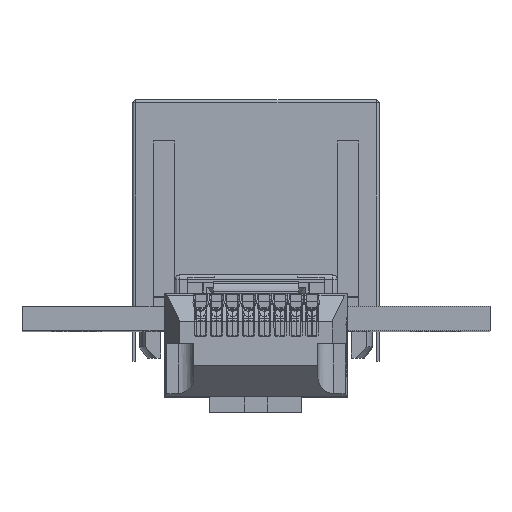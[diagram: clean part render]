
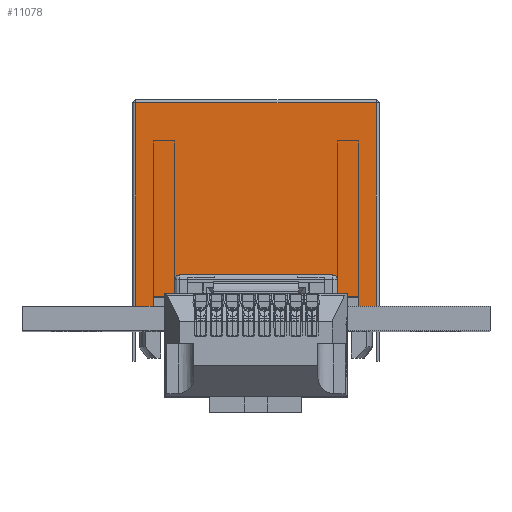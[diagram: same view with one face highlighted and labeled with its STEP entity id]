
A CAD part, top view. The second image highlights one B-rep face of the part: STEP entity #11078.
In plain terms, the highlighted planar face has unit normal (0, 0, 1).
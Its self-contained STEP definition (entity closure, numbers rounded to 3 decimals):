
#548 = VERTEX_POINT ( 'NONE', #32886 ) ;
#931 = VERTEX_POINT ( 'NONE', #14484 ) ;
#2120 = CARTESIAN_POINT ( 'NONE',  ( -6.6, 6.55, -379.018 ) ) ;
#3576 = DIRECTION ( 'NONE',  ( 1., 0., 0. ) ) ;
#3690 = DIRECTION ( 'NONE',  ( 1., 0., 0. ) ) ;
#4200 = ORIENTED_EDGE ( 'NONE', *, *, #20222, .T. ) ;
#5701 = VECTOR ( 'NONE', #47727, 1000. ) ;
#5773 = VERTEX_POINT ( 'NONE', #40951 ) ;
#6207 = VECTOR ( 'NONE', #60236, 1000. ) ;
#6859 = VERTEX_POINT ( 'NONE', #12404 ) ;
#7075 = VERTEX_POINT ( 'NONE', #41604 ) ;
#7222 = VECTOR ( 'NONE', #3576, 1000. ) ;
#7280 = VECTOR ( 'NONE', #29377, 1000. ) ;
#7715 = LINE ( 'NONE', #21426, #6207 ) ;
#8877 = ORIENTED_EDGE ( 'NONE', *, *, #46292, .T. ) ;
#8898 = CARTESIAN_POINT ( 'NONE',  ( 7.9, 19.6, -379.018 ) ) ;
#10192 = CARTESIAN_POINT ( 'NONE',  ( 7.7, 6.55, -379.018 ) ) ;
#10664 = ORIENTED_EDGE ( 'NONE', *, *, #39507, .T. ) ;
#10817 = DIRECTION ( 'NONE',  ( 0., 1., 0. ) ) ;
#11078 = ADVANCED_FACE ( 'NONE', ( #27528 ), #56058, .T. ) ;
#11542 = LINE ( 'NONE', #49643, #22917 ) ;
#11714 = VECTOR ( 'NONE', #3690, 1000. ) ;
#12404 = CARTESIAN_POINT ( 'NONE',  ( -6.6, 7.15, -379.018 ) ) ;
#13656 = ORIENTED_EDGE ( 'NONE', *, *, #53779, .T. ) ;
#13855 = CARTESIAN_POINT ( 'NONE',  ( -6.6, 7.15, -379.018 ) ) ;
#14484 = CARTESIAN_POINT ( 'NONE',  ( 6.6, 6.55, -379.018 ) ) ;
#20222 = EDGE_CURVE ( 'NONE', #60565, #7075, #11542, .T. ) ;
#20227 = ORIENTED_EDGE ( 'NONE', *, *, #62921, .T. ) ;
#20316 = CARTESIAN_POINT ( 'NONE',  ( 6.6, 7.15, -379.018 ) ) ;
#21426 = CARTESIAN_POINT ( 'NONE',  ( 6.6, 7.15, -379.018 ) ) ;
#22917 = VECTOR ( 'NONE', #10817, 1000. ) ;
#27528 = FACE_OUTER_BOUND ( 'NONE', #45883, .T. ) ;
#28583 = ORIENTED_EDGE ( 'NONE', *, *, #28790, .F. ) ;
#28790 = EDGE_CURVE ( 'NONE', #548, #7075, #31570, .T. ) ;
#29164 = CARTESIAN_POINT ( 'NONE',  ( -7.7, 6.55, -379.018 ) ) ;
#29377 = DIRECTION ( 'NONE',  ( 0., -1., 0. ) ) ;
#31570 = LINE ( 'NONE', #8898, #5701 ) ;
#32690 = AXIS2_PLACEMENT_3D ( 'NONE', #55572, #55483, #55437 ) ;
#32886 = CARTESIAN_POINT ( 'NONE',  ( -7.7, 19.6, -379.018 ) ) ;
#35710 = ORIENTED_EDGE ( 'NONE', *, *, #61462, .T. ) ;
#37522 = LINE ( 'NONE', #61883, #11714 ) ;
#39507 = EDGE_CURVE ( 'NONE', #6859, #58271, #58832, .T. ) ;
#40951 = CARTESIAN_POINT ( 'NONE',  ( -7.7, 6.55, -379.018 ) ) ;
#41604 = CARTESIAN_POINT ( 'NONE',  ( 7.7, 19.6, -379.018 ) ) ;
#44364 = VERTEX_POINT ( 'NONE', #2120 ) ;
#45464 = VECTOR ( 'NONE', #62444, 1000. ) ;
#45883 = EDGE_LOOP ( 'NONE', ( #10664, #8877, #35710, #4200, #28583, #20227, #54450, #13656 ) ) ;
#46292 = EDGE_CURVE ( 'NONE', #58271, #931, #7715, .T. ) ;
#47501 = LINE ( 'NONE', #29164, #7280 ) ;
#47727 = DIRECTION ( 'NONE',  ( 1., 0., 0. ) ) ;
#49643 = CARTESIAN_POINT ( 'NONE',  ( 7.7, 6.55, -379.018 ) ) ;
#52408 = DIRECTION ( 'NONE',  ( 1., 0., 0. ) ) ;
#53779 = EDGE_CURVE ( 'NONE', #44364, #6859, #58393, .T. ) ;
#54450 = ORIENTED_EDGE ( 'NONE', *, *, #61072, .T. ) ;
#55437 = DIRECTION ( 'NONE',  ( 1., 0., 0. ) ) ;
#55483 = DIRECTION ( 'NONE',  ( 0., 0., 1. ) ) ;
#55572 = CARTESIAN_POINT ( 'NONE',  ( 0., 6.55, -379.018 ) ) ;
#56058 = PLANE ( 'NONE',  #32690 ) ;
#56712 = VECTOR ( 'NONE', #52408, 1000. ) ;
#56910 = CARTESIAN_POINT ( 'NONE',  ( 0., 6.55, -379.018 ) ) ;
#56924 = CARTESIAN_POINT ( 'NONE',  ( 0., 7.15, -379.018 ) ) ;
#58271 = VERTEX_POINT ( 'NONE', #20316 ) ;
#58393 = LINE ( 'NONE', #13855, #45464 ) ;
#58832 = LINE ( 'NONE', #56924, #7222 ) ;
#60236 = DIRECTION ( 'NONE',  ( 0., -1., 0. ) ) ;
#60565 = VERTEX_POINT ( 'NONE', #10192 ) ;
#61072 = EDGE_CURVE ( 'NONE', #5773, #44364, #62752, .T. ) ;
#61462 = EDGE_CURVE ( 'NONE', #931, #60565, #37522, .T. ) ;
#61883 = CARTESIAN_POINT ( 'NONE',  ( 0., 6.55, -379.018 ) ) ;
#62444 = DIRECTION ( 'NONE',  ( 0., 1., 0. ) ) ;
#62752 = LINE ( 'NONE', #56910, #56712 ) ;
#62921 = EDGE_CURVE ( 'NONE', #548, #5773, #47501, .T. ) ;
